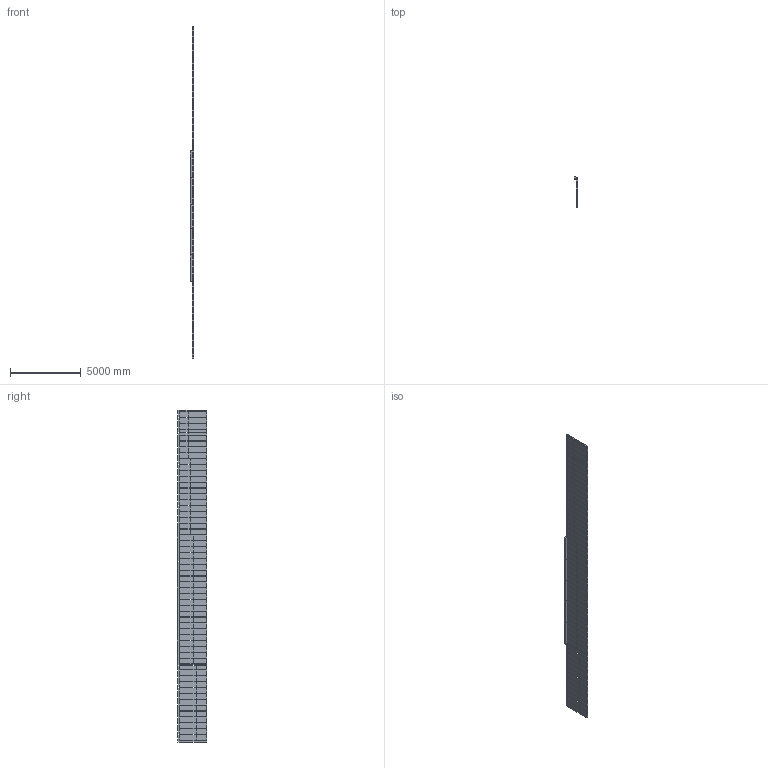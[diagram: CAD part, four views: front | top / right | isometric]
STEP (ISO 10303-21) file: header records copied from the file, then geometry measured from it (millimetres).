
FILE_DESCRIPTION(/* description */ (''),/* implementation_level */ '2;1');
FILE_NAME(/* name */ 'Full Floor v25.step',/* time_stamp */ '2022-11-19T18:21:00-06:00',/* author */ (''),/* organization */ (''),/* preprocessor_version */ 'ST-DEVELOPER v19.2',/* originating_system */ 'Autodesk Translation Framework v11.17.0.187',/* authorisation */ '');
FILE_SCHEMA (('AUTOMOTIVE_DESIGN { 1 0 10303 214 3 1 1 }'));
Length unit declared in the file: inch
Products named in the file (5): Full Floor; N1; N2; N3; N4
Assembly tree (4 placements, depth 2):
  Full Floor
    N1
    N2
    N3
    N4
Bounding box: 219.07 x 2108.2 x 23526.75 mm (x, y, z)
Volume: 4500924256.2 mm3; surface area: 131975287 mm2
Topology: 162 solids, 162 shells, 1014 faces, 2070 edges, 1380 vertices
Faces by surface type: plane 1014
Entity records: 26001 total; most frequent: CARTESIAN_POINT 4473, ORIENTED_EDGE 4140, DIRECTION 4116, LINE 2070, VECTOR 2070, EDGE_CURVE 2070, VERTEX_POINT 1380, AXIS2_PLACEMENT_3D 1023
